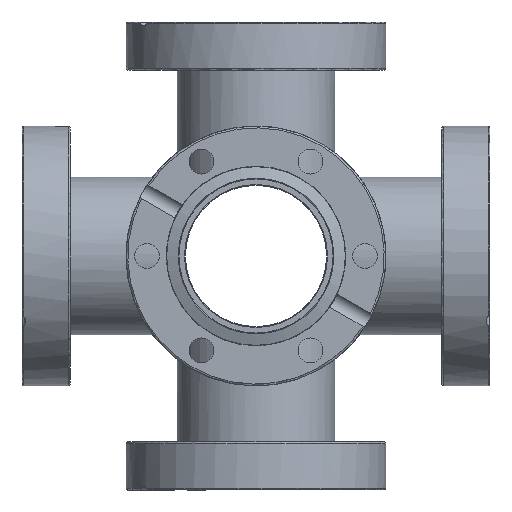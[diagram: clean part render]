
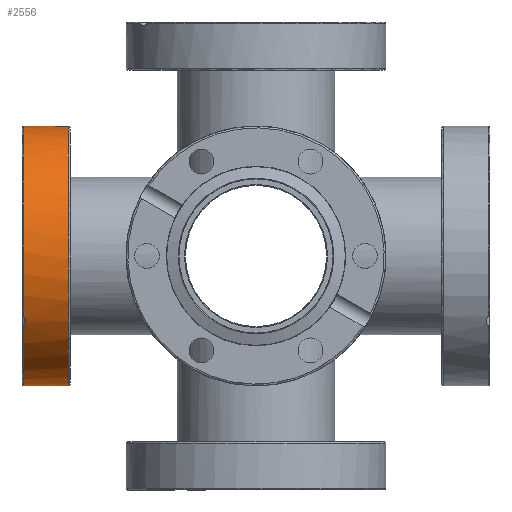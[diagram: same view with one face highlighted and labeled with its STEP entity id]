
A CAD part, front view. The second image highlights one B-rep face of the part: STEP entity #2556.
In plain terms, the highlighted cylindrical face has radius 35 mm (diameter 70 mm), a full revolution.
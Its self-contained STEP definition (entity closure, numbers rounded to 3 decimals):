
#1945=CARTESIAN_POINT('',(34.968,-1.5,12.5));
#1946=VERTEX_POINT('',#1945);
#1962=CARTESIAN_POINT('',(34.968,1.5,12.5));
#1963=VERTEX_POINT('',#1962);
#1964=CARTESIAN_POINT('',(34.968,1.5,12.5));
#1965=CARTESIAN_POINT('',(34.978,1.273,12.33));
#1966=CARTESIAN_POINT('',(34.987,1.009,12.194));
#1967=CARTESIAN_POINT('',(34.992,0.732,12.11));
#1968=CARTESIAN_POINT('',(34.997,0.527,12.047));
#1969=CARTESIAN_POINT('',(34.999,0.315,12.011));
#1970=CARTESIAN_POINT('',(35.,0.11,12.002));
#1971=CARTESIAN_POINT('',(35.,-0.032,11.996));
#1972=CARTESIAN_POINT('',(35.,-0.172,12.002));
#1973=CARTESIAN_POINT('',(34.999,-0.315,12.02));
#1974=CARTESIAN_POINT('',(34.995,-0.659,12.064));
#1975=CARTESIAN_POINT('',(34.987,-1.007,12.185));
#1976=CARTESIAN_POINT('',(34.976,-1.307,12.369));
#1977=CARTESIAN_POINT('',(34.973,-1.374,12.41));
#1978=CARTESIAN_POINT('',(34.97,-1.438,12.454));
#1979=CARTESIAN_POINT('',(34.968,-1.5,12.5));
#1980=B_SPLINE_CURVE_WITH_KNOTS('',3,(#1964,#1965,#1966,#1967,#1968,#1969,#1970,#1971,#1972,#1973,#1974,#1975,#1976,#1977,#1978,#1979),.UNSPECIFIED.,.F.,.U.,(4,3,3,3,3,4),(0.977,1.059,1.12,1.161,1.262,1.284),.UNSPECIFIED.);
#1981=EDGE_CURVE('',#1963,#1946,#1980,.T.);
#2161=CARTESIAN_POINT('',(-34.968,1.5,12.5));
#2162=VERTEX_POINT('',#2161);
#2163=CARTESIAN_POINT('',(0.0,0.0,12.5));
#2164=DIRECTION('',(0.0,0.0,1.0));
#2165=DIRECTION('',(-1.0,0.0,0.0));
#2166=AXIS2_PLACEMENT_3D('',#2163,#2164,#2165);
#2167=CIRCLE('',#2166,35.0);
#2168=EDGE_CURVE('',#1963,#2162,#2167,.T.);
#2196=CARTESIAN_POINT('',(-34.968,-1.5,12.5));
#2197=VERTEX_POINT('',#2196);
#2198=CARTESIAN_POINT('',(-34.968,-1.5,12.5));
#2199=CARTESIAN_POINT('',(-34.978,-1.273,12.33));
#2200=CARTESIAN_POINT('',(-34.987,-1.009,12.194));
#2201=CARTESIAN_POINT('',(-34.992,-0.732,12.11));
#2202=CARTESIAN_POINT('',(-34.997,-0.527,12.047));
#2203=CARTESIAN_POINT('',(-34.999,-0.315,12.011));
#2204=CARTESIAN_POINT('',(-35.,-0.11,12.002));
#2205=CARTESIAN_POINT('',(-35.,0.032,11.996));
#2206=CARTESIAN_POINT('',(-35.,0.172,12.002));
#2207=CARTESIAN_POINT('',(-34.999,0.315,12.02));
#2208=CARTESIAN_POINT('',(-34.995,0.659,12.064));
#2209=CARTESIAN_POINT('',(-34.987,1.007,12.185));
#2210=CARTESIAN_POINT('',(-34.976,1.307,12.369));
#2211=CARTESIAN_POINT('',(-34.973,1.374,12.41));
#2212=CARTESIAN_POINT('',(-34.97,1.438,12.454));
#2213=CARTESIAN_POINT('',(-34.968,1.5,12.5));
#2214=B_SPLINE_CURVE_WITH_KNOTS('',3,(#2198,#2199,#2200,#2201,#2202,#2203,#2204,#2205,#2206,#2207,#2208,#2209,#2210,#2211,#2212,#2213),.UNSPECIFIED.,.F.,.U.,(4,3,3,3,3,4),(0.223,0.305,0.366,0.408,0.508,0.53),.UNSPECIFIED.);
#2215=EDGE_CURVE('',#2197,#2162,#2214,.T.);
#2521=CARTESIAN_POINT('',(35.0,0.,0.5));
#2522=VERTEX_POINT('',#2521);
#2523=CARTESIAN_POINT('',(0.0,0.0,0.5));
#2524=DIRECTION('',(0.0,0.0,-1.0));
#2525=DIRECTION('',(-1.0,0.0,0.0));
#2526=AXIS2_PLACEMENT_3D('',#2523,#2524,#2525);
#2527=CIRCLE('',#2526,35.0);
#2528=EDGE_CURVE('',#2522,#2522,#2527,.T.);
#2536=CARTESIAN_POINT('',(0.0,0.0,0.0));
#2537=DIRECTION('',(0.0,0.0,1.0));
#2538=DIRECTION('',(-1.0,0.0,0.0));
#2539=AXIS2_PLACEMENT_3D('',#2536,#2537,#2538);
#2540=CYLINDRICAL_SURFACE('',#2539,35.0);
#2541=ORIENTED_EDGE('',*,*,#1981,.T.);
#2542=CARTESIAN_POINT('',(0.0,0.0,12.5));
#2543=DIRECTION('',(0.0,0.0,1.0));
#2544=DIRECTION('',(-1.0,0.0,0.0));
#2545=AXIS2_PLACEMENT_3D('',#2542,#2543,#2544);
#2546=CIRCLE('',#2545,35.0);
#2547=EDGE_CURVE('',#2197,#1946,#2546,.T.);
#2548=ORIENTED_EDGE('',*,*,#2547,.F.);
#2549=ORIENTED_EDGE('',*,*,#2215,.T.);
#2550=ORIENTED_EDGE('',*,*,#2168,.F.);
#2551=EDGE_LOOP('',(#2541,#2548,#2549,#2550));
#2552=FACE_OUTER_BOUND('',#2551,.T.);
#2553=ORIENTED_EDGE('',*,*,#2528,.F.);
#2554=EDGE_LOOP('',(#2553));
#2555=FACE_BOUND('',#2554,.T.);
#2556=ADVANCED_FACE('',(#2552,#2555),#2540,.T.);
